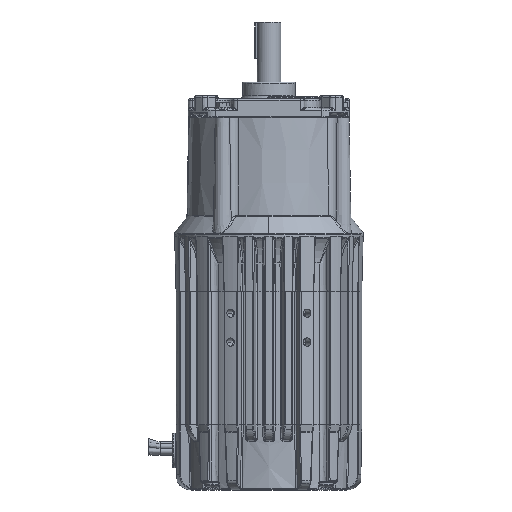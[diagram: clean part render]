
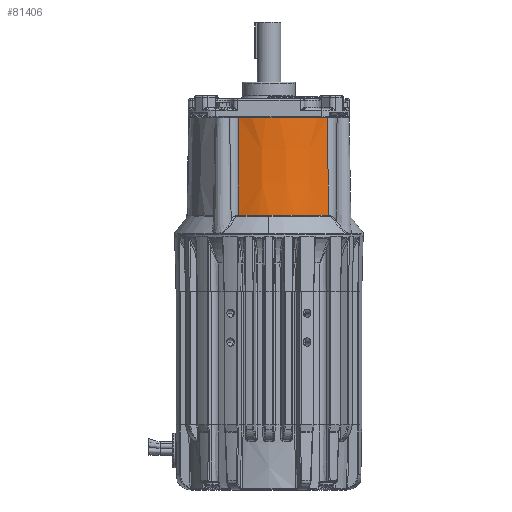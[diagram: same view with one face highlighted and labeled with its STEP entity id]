
A CAD part, front view. The second image highlights one B-rep face of the part: STEP entity #81406.
In plain terms, the highlighted conical face has half-angle 1 degrees and reference radius 42.545 mm.
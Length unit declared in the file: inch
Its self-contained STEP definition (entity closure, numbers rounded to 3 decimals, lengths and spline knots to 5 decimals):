
#16311 = VERTEX_POINT ( 'NONE', #29619 ) ;
#16314 = VERTEX_POINT ( 'NONE', #29616 ) ;
#16346 = VERTEX_POINT ( 'NONE', #29583 ) ;
#16347 = VERTEX_POINT ( 'NONE', #29582 ) ;
#16518 = VERTEX_POINT ( 'NONE', #29307 ) ;
#28675 = EDGE_CURVE ( 'NONE', #16311, #16346, #57411, .T. ) ;
#28708 = EDGE_CURVE ( 'NONE', #16314, #16518, #57472, .T. ) ;
#28709 = EDGE_CURVE ( 'NONE', #16518, #16347, #57408, .T. ) ;
#29307 = CARTESIAN_POINT ( 'NONE',  ( 1.26085, -1.15708, 1.62011 ) ) ;
#29582 = CARTESIAN_POINT ( 'NONE',  ( 1.23436, -1.13277, 3.68 ) ) ;
#29583 = CARTESIAN_POINT ( 'NONE',  ( -0.63317, -1.55109, 3.68 ) ) ;
#29616 = CARTESIAN_POINT ( 'NONE',  ( 0., -1.7113, 1.62011 ) ) ;
#29619 = CARTESIAN_POINT ( 'NONE',  ( -0.64676, -1.58438, 1.62011 ) ) ;
#30674 = DIRECTION ( 'NONE',  ( -1., 0., 0. ) ) ;
#30682 = DIRECTION ( 'NONE',  ( 0., 0., -1. ) ) ;
#30688 = CARTESIAN_POINT ( 'NONE',  ( 0., 0., 3.7 ) ) ;
#43080 = ORIENTED_EDGE ( 'NONE', *, *, #28708, .T. ) ;
#43084 = ORIENTED_EDGE ( 'NONE', *, *, #49381, .T. ) ;
#43089 = ORIENTED_EDGE ( 'NONE', *, *, #28675, .F. ) ;
#43093 = ORIENTED_EDGE ( 'NONE', *, *, #47037, .T. ) ;
#43097 = ORIENTED_EDGE ( 'NONE', *, *, #28709, .T. ) ;
#47037 = EDGE_CURVE ( 'NONE', #16347, #16346, #58490, .T. ) ;
#48237 = EDGE_LOOP ( 'NONE', ( #43097, #43093, #43089, #43084, #43080 ) ) ;
#49381 = EDGE_CURVE ( 'NONE', #16311, #16314, #78076, .T. ) ;
#52922 = FACE_OUTER_BOUND ( 'NONE', #48237, .T. ) ;
#52935 = CONICAL_SURFACE ( 'NONE', #61257, 1.675, 0.017 ) ;
#57408 = LINE ( 'NONE', #85375, #57478 ) ;
#57411 = LINE ( 'NONE', #85174, #57414 ) ;
#57414 = VECTOR ( 'NONE', #85175, 39.37008 ) ;
#57472 = CIRCLE ( 'NONE', #89232, 1.7113 ) ;
#57478 = VECTOR ( 'NONE', #85371, 39.37008 ) ;
#58490 = CIRCLE ( 'NONE', #89957, 1.67535 ) ;
#61257 = AXIS2_PLACEMENT_3D ( 'NONE', #30688, #30682, #30674 ) ;
#75788 = CARTESIAN_POINT ( 'NONE',  ( 0., 0., 3.68 ) ) ;
#75790 = DIRECTION ( 'NONE',  ( 0., 0., -1. ) ) ;
#75791 = DIRECTION ( 'NONE',  ( 0., -1., 0. ) ) ;
#77300 = CARTESIAN_POINT ( 'NONE',  ( 0., 0., 1.62011 ) ) ;
#77301 = DIRECTION ( 'NONE',  ( 0., 0., 1. ) ) ;
#77303 = DIRECTION ( 'NONE',  ( -1., 0., 0. ) ) ;
#78076 = CIRCLE ( 'NONE', #90721, 1.7113 ) ;
#81406 = ADVANCED_FACE ( 'NONE', ( #52922 ), #52935, .T. ) ;
#85174 = CARTESIAN_POINT ( 'NONE',  ( -0.63304, -1.55077, 3.7 ) ) ;
#85175 = DIRECTION ( 'NONE',  ( 0.007, 0.016, 1. ) ) ;
#85371 = DIRECTION ( 'NONE',  ( -0.013, 0.012, 1. ) ) ;
#85375 = CARTESIAN_POINT ( 'NONE',  ( 1.2341, -1.13253, 3.7 ) ) ;
#85376 = CARTESIAN_POINT ( 'NONE',  ( 0., 0., 1.62011 ) ) ;
#85377 = DIRECTION ( 'NONE',  ( 0., 0., 1. ) ) ;
#85378 = DIRECTION ( 'NONE',  ( -1., 0., 0. ) ) ;
#89232 = AXIS2_PLACEMENT_3D ( 'NONE', #85376, #85377, #85378 ) ;
#89957 = AXIS2_PLACEMENT_3D ( 'NONE', #75788, #75790, #75791 ) ;
#90721 = AXIS2_PLACEMENT_3D ( 'NONE', #77300, #77301, #77303 ) ;
